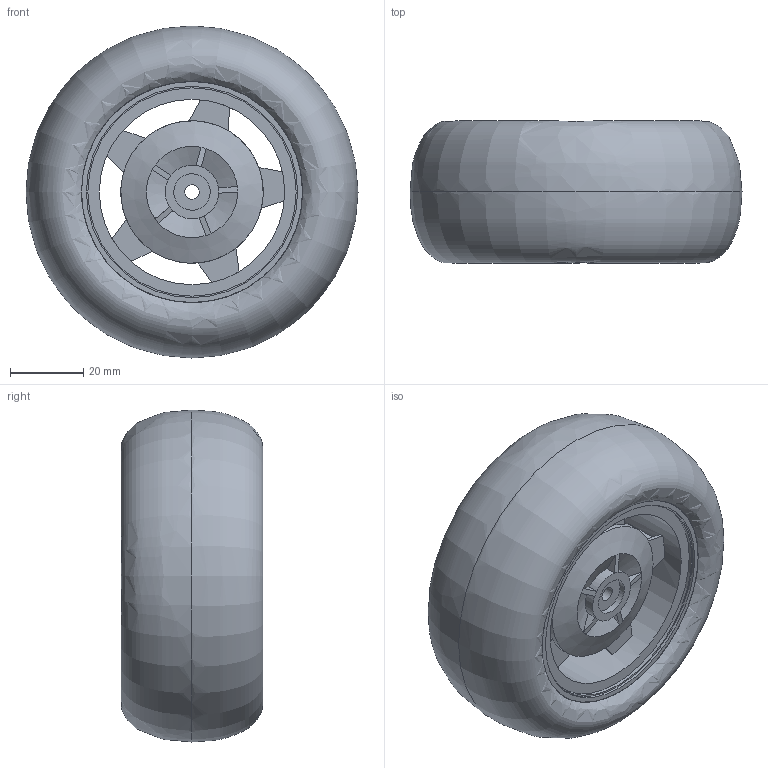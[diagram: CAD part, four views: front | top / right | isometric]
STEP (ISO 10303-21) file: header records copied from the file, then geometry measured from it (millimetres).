
FILE_DESCRIPTION(/* description */ (''),/* implementation_level */ '2;1');
FILE_NAME(/* name */ 'smooth-wheel-realistic.stp',/* time_stamp */ '2025-09-06T14:11:37+03:00',/* author */ ('HP'),/* organization */ (''),/* preprocessor_version */ 'ST-DEVELOPER v20',/* originating_system */ 'Autodesk Inventor 2025',/* authorisation */ '');
FILE_SCHEMA (('AUTOMOTIVE_DESIGN { 1 0 10303 214 3 1 1 }'));
Length unit declared in the file: millimetre
Products named in the file (1): smooth-wheel-realistic
Bounding box: 90.9 x 38.85 x 90.9 mm (x, y, z)
Volume: 148756.6 mm3; surface area: 27485 mm2
Topology: 1 solids, 1 shells, 150 faces, 417 edges, 261 vertices
Faces by surface type: plane 113, cone 16, cylinder 14, bspline 7
Full cylindrical faces by diameter (mm): 4 x1, 10 x1, 14.7 x1, 39 x1, 50.75 x1, 57 x2, 57.8 x1, 60.5 x1
Entity records: 6703 total; most frequent: CARTESIAN_POINT 2974, ORIENTED_EDGE 834, DIRECTION 711, EDGE_CURVE 417, VERTEX_POINT 261, AXIS2_PLACEMENT_3D 241, LINE 229, VECTOR 229
